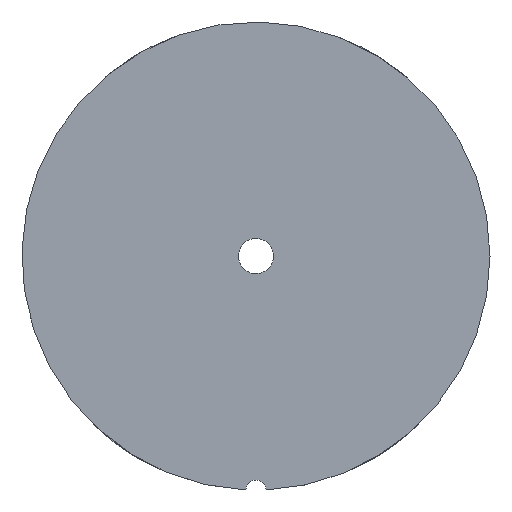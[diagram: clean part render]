
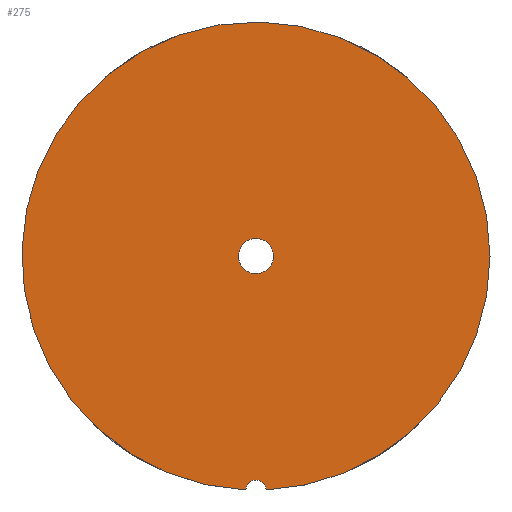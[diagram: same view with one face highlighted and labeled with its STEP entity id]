
A CAD part, top view. The second image highlights one B-rep face of the part: STEP entity #275.
In plain terms, the highlighted planar face has unit normal (0, 0, 1).
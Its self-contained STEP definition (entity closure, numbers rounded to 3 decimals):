
#95 = CYLINDRICAL_SURFACE('',#96,46.5);
#96 = AXIS2_PLACEMENT_3D('',#97,#98,#99);
#97 = CARTESIAN_POINT('',(0.,0.,0.));
#98 = DIRECTION('',(-0.,-0.,-1.));
#99 = DIRECTION('',(1.,0.,0.));
#150 = CYLINDRICAL_SURFACE('',#151,2.);
#151 = AXIS2_PLACEMENT_3D('',#152,#153,#154);
#152 = CARTESIAN_POINT('',(0.,-46.5,0.));
#153 = DIRECTION('',(0.,0.,-1.));
#154 = DIRECTION('',(1.,0.,0.));
#185 = CYLINDRICAL_SURFACE('',#186,3.5);
#186 = AXIS2_PLACEMENT_3D('',#187,#188,#189);
#187 = CARTESIAN_POINT('',(0.,0.,0.));
#188 = DIRECTION('',(0.,0.,-1.));
#189 = DIRECTION('',(1.,0.,0.));
#202 = VERTEX_POINT('',#203);
#203 = CARTESIAN_POINT('',(-2.,-46.457,3.));
#223 = EDGE_CURVE('',#202,#224,#226,.T.);
#224 = VERTEX_POINT('',#225);
#225 = CARTESIAN_POINT('',(2.,-46.457,3.));
#226 = SURFACE_CURVE('',#227,(#232,#239),.PCURVE_S1.);
#227 = CIRCLE('',#228,2.);
#228 = AXIS2_PLACEMENT_3D('',#229,#230,#231);
#229 = CARTESIAN_POINT('',(0.,-46.5,3.));
#230 = DIRECTION('',(0.,0.,-1.));
#231 = DIRECTION('',(1.,0.,0.));
#232 = PCURVE('',#150,#233);
#233 = DEFINITIONAL_REPRESENTATION('',(#234),#238);
#234 = LINE('',#235,#236);
#235 = CARTESIAN_POINT('',(0.,-3.));
#236 = VECTOR('',#237,1.);
#237 = DIRECTION('',(1.,0.));
#238 = ( GEOMETRIC_REPRESENTATION_CONTEXT(2) 
PARAMETRIC_REPRESENTATION_CONTEXT() REPRESENTATION_CONTEXT('2D SPACE',''
  ) );
#239 = PCURVE('',#240,#245);
#240 = PLANE('',#241);
#241 = AXIS2_PLACEMENT_3D('',#242,#243,#244);
#242 = CARTESIAN_POINT('',(0.,0.,3.));
#243 = DIRECTION('',(0.,0.,1.));
#244 = DIRECTION('',(1.,0.,0.));
#245 = DEFINITIONAL_REPRESENTATION('',(#246),#254);
#246 = ( BOUNDED_CURVE() B_SPLINE_CURVE(2,(#247,#248,#249,#250,#251,#252
,#253),.UNSPECIFIED.,.T.,.F.) B_SPLINE_CURVE_WITH_KNOTS((1,2,2,2,2,1),(
    -2.094,0.,2.094,4.189,6.283,
8.378),.UNSPECIFIED.) CURVE() GEOMETRIC_REPRESENTATION_ITEM() 
RATIONAL_B_SPLINE_CURVE((1.,0.5,1.,0.5,1.,0.5,1.)) REPRESENTATION_ITEM(
  '') );
#247 = CARTESIAN_POINT('',(2.,-46.5));
#248 = CARTESIAN_POINT('',(2.,-49.964));
#249 = CARTESIAN_POINT('',(-1.,-48.232));
#250 = CARTESIAN_POINT('',(-4.,-46.5));
#251 = CARTESIAN_POINT('',(-1.,-44.768));
#252 = CARTESIAN_POINT('',(2.,-43.036));
#253 = CARTESIAN_POINT('',(2.,-46.5));
#254 = ( GEOMETRIC_REPRESENTATION_CONTEXT(2) 
PARAMETRIC_REPRESENTATION_CONTEXT() REPRESENTATION_CONTEXT('2D SPACE',''
  ) );
#275 = ADVANCED_FACE('',(#276,#325),#240,.T.);
#276 = FACE_BOUND('',#277,.T.);
#277 = EDGE_LOOP('',(#278,#302,#324));
#278 = ORIENTED_EDGE('',*,*,#279,.T.);
#279 = EDGE_CURVE('',#224,#280,#282,.T.);
#280 = VERTEX_POINT('',#281);
#281 = CARTESIAN_POINT('',(46.5,0.,3.));
#282 = SURFACE_CURVE('',#283,(#288,#295),.PCURVE_S1.);
#283 = CIRCLE('',#284,46.5);
#284 = AXIS2_PLACEMENT_3D('',#285,#286,#287);
#285 = CARTESIAN_POINT('',(0.,0.,3.));
#286 = DIRECTION('',(0.,0.,1.));
#287 = DIRECTION('',(1.,0.,0.));
#288 = PCURVE('',#240,#289);
#289 = DEFINITIONAL_REPRESENTATION('',(#290),#294);
#290 = CIRCLE('',#291,46.5);
#291 = AXIS2_PLACEMENT_2D('',#292,#293);
#292 = CARTESIAN_POINT('',(0.,0.));
#293 = DIRECTION('',(1.,0.));
#294 = ( GEOMETRIC_REPRESENTATION_CONTEXT(2) 
PARAMETRIC_REPRESENTATION_CONTEXT() REPRESENTATION_CONTEXT('2D SPACE',''
  ) );
#295 = PCURVE('',#95,#296);
#296 = DEFINITIONAL_REPRESENTATION('',(#297),#301);
#297 = LINE('',#298,#299);
#298 = CARTESIAN_POINT('',(6.283,-3.));
#299 = VECTOR('',#300,1.);
#300 = DIRECTION('',(-1.,0.));
#301 = ( GEOMETRIC_REPRESENTATION_CONTEXT(2) 
PARAMETRIC_REPRESENTATION_CONTEXT() REPRESENTATION_CONTEXT('2D SPACE',''
  ) );
#302 = ORIENTED_EDGE('',*,*,#303,.T.);
#303 = EDGE_CURVE('',#280,#202,#304,.T.);
#304 = SURFACE_CURVE('',#305,(#310,#317),.PCURVE_S1.);
#305 = CIRCLE('',#306,46.5);
#306 = AXIS2_PLACEMENT_3D('',#307,#308,#309);
#307 = CARTESIAN_POINT('',(0.,0.,3.));
#308 = DIRECTION('',(0.,0.,1.));
#309 = DIRECTION('',(1.,0.,0.));
#310 = PCURVE('',#240,#311);
#311 = DEFINITIONAL_REPRESENTATION('',(#312),#316);
#312 = CIRCLE('',#313,46.5);
#313 = AXIS2_PLACEMENT_2D('',#314,#315);
#314 = CARTESIAN_POINT('',(0.,0.));
#315 = DIRECTION('',(1.,0.));
#316 = ( GEOMETRIC_REPRESENTATION_CONTEXT(2) 
PARAMETRIC_REPRESENTATION_CONTEXT() REPRESENTATION_CONTEXT('2D SPACE',''
  ) );
#317 = PCURVE('',#95,#318);
#318 = DEFINITIONAL_REPRESENTATION('',(#319),#323);
#319 = LINE('',#320,#321);
#320 = CARTESIAN_POINT('',(-0.,-3.));
#321 = VECTOR('',#322,1.);
#322 = DIRECTION('',(-1.,0.));
#323 = ( GEOMETRIC_REPRESENTATION_CONTEXT(2) 
PARAMETRIC_REPRESENTATION_CONTEXT() REPRESENTATION_CONTEXT('2D SPACE',''
  ) );
#324 = ORIENTED_EDGE('',*,*,#223,.T.);
#325 = FACE_BOUND('',#326,.T.);
#326 = EDGE_LOOP('',(#327));
#327 = ORIENTED_EDGE('',*,*,#328,.T.);
#328 = EDGE_CURVE('',#329,#329,#331,.T.);
#329 = VERTEX_POINT('',#330);
#330 = CARTESIAN_POINT('',(3.5,0.,3.));
#331 = SURFACE_CURVE('',#332,(#337,#348),.PCURVE_S1.);
#332 = CIRCLE('',#333,3.5);
#333 = AXIS2_PLACEMENT_3D('',#334,#335,#336);
#334 = CARTESIAN_POINT('',(0.,0.,3.));
#335 = DIRECTION('',(0.,0.,-1.));
#336 = DIRECTION('',(1.,0.,0.));
#337 = PCURVE('',#240,#338);
#338 = DEFINITIONAL_REPRESENTATION('',(#339),#347);
#339 = ( BOUNDED_CURVE() B_SPLINE_CURVE(2,(#340,#341,#342,#343,#344,#345
,#346),.UNSPECIFIED.,.T.,.F.) B_SPLINE_CURVE_WITH_KNOTS((1,2,2,2,2,1),(
    -2.094,0.,2.094,4.189,6.283,
8.378),.UNSPECIFIED.) CURVE() GEOMETRIC_REPRESENTATION_ITEM() 
RATIONAL_B_SPLINE_CURVE((1.,0.5,1.,0.5,1.,0.5,1.)) REPRESENTATION_ITEM(
  '') );
#340 = CARTESIAN_POINT('',(3.5,0.));
#341 = CARTESIAN_POINT('',(3.5,-6.062));
#342 = CARTESIAN_POINT('',(-1.75,-3.031));
#343 = CARTESIAN_POINT('',(-7.,0.));
#344 = CARTESIAN_POINT('',(-1.75,3.031));
#345 = CARTESIAN_POINT('',(3.5,6.062));
#346 = CARTESIAN_POINT('',(3.5,0.));
#347 = ( GEOMETRIC_REPRESENTATION_CONTEXT(2) 
PARAMETRIC_REPRESENTATION_CONTEXT() REPRESENTATION_CONTEXT('2D SPACE',''
  ) );
#348 = PCURVE('',#185,#349);
#349 = DEFINITIONAL_REPRESENTATION('',(#350),#354);
#350 = LINE('',#351,#352);
#351 = CARTESIAN_POINT('',(0.,-3.));
#352 = VECTOR('',#353,1.);
#353 = DIRECTION('',(1.,0.));
#354 = ( GEOMETRIC_REPRESENTATION_CONTEXT(2) 
PARAMETRIC_REPRESENTATION_CONTEXT() REPRESENTATION_CONTEXT('2D SPACE',''
  ) );
